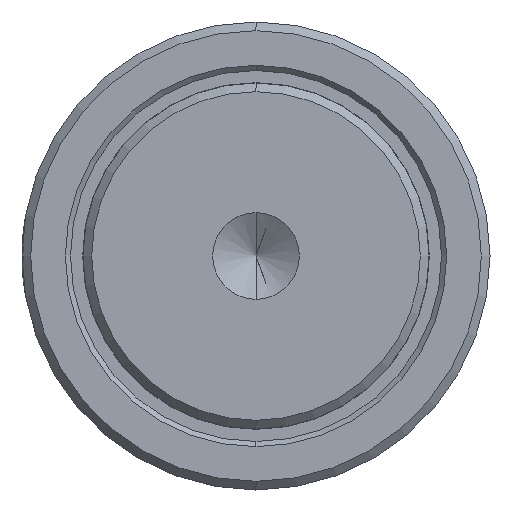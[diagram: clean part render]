
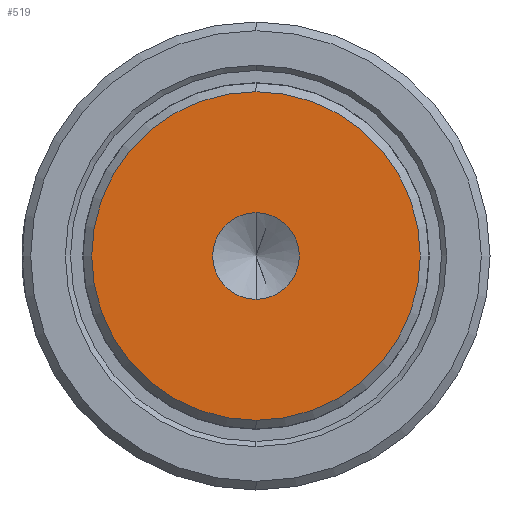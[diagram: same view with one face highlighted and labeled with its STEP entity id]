
A CAD part, left-side view. The second image highlights one B-rep face of the part: STEP entity #519.
In plain terms, the highlighted planar face has unit normal (-1, 0, 0).
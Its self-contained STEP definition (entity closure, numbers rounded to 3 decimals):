
#31 = EDGE_CURVE ( 'NONE', #1498, #347, #672, .T. ) ;
#33 = CARTESIAN_POINT ( 'NONE',  ( 0., 0., 0. ) ) ;
#56 = CIRCLE ( 'NONE', #682, 2.5 ) ;
#104 = DIRECTION ( 'NONE',  ( -1., 0., 0. ) ) ;
#120 = ORIENTED_EDGE ( 'NONE', *, *, #380, .T. ) ;
#139 = DIRECTION ( 'NONE',  ( -1., 0., 0. ) ) ;
#322 = DIRECTION ( 'NONE',  ( 0., 0., 1. ) ) ;
#347 = VERTEX_POINT ( 'NONE', #1726 ) ;
#371 = ORIENTED_EDGE ( 'NONE', *, *, #1706, .F. ) ;
#380 = EDGE_CURVE ( 'NONE', #347, #1498, #558, .T. ) ;
#382 = ORIENTED_EDGE ( 'NONE', *, *, #31, .T. ) ;
#405 = CARTESIAN_POINT ( 'NONE',  ( 0., 0., 2.5 ) ) ;
#519 = ADVANCED_FACE ( 'NONE', ( #1478, #765 ), #1591, .T. ) ;
#558 = CIRCLE ( 'NONE', #1299, 9.48 ) ;
#672 = CIRCLE ( 'NONE', #1528, 9.48 ) ;
#682 = AXIS2_PLACEMENT_3D ( 'NONE', #1669, #818, #1812 ) ;
#737 = DIRECTION ( 'NONE',  ( 0., 0., 1. ) ) ;
#747 = DIRECTION ( 'NONE',  ( -1., 0., 0. ) ) ;
#755 = CARTESIAN_POINT ( 'NONE',  ( 0., 0., 0. ) ) ;
#765 = FACE_BOUND ( 'NONE', #1519, .T. ) ;
#818 = DIRECTION ( 'NONE',  ( -1., 0., 0. ) ) ;
#987 = CARTESIAN_POINT ( 'NONE',  ( 0., 0., -9.48 ) ) ;
#1009 = CARTESIAN_POINT ( 'NONE',  ( 0., 0., 0. ) ) ;
#1027 = DIRECTION ( 'NONE',  ( 0., 0., 1. ) ) ;
#1034 = DIRECTION ( 'NONE',  ( -1., 0., 0. ) ) ;
#1055 = EDGE_LOOP ( 'NONE', ( #382, #120 ) ) ;
#1134 = ORIENTED_EDGE ( 'NONE', *, *, #1582, .F. ) ;
#1152 = DIRECTION ( 'NONE',  ( 0., 0., 1. ) ) ;
#1266 = AXIS2_PLACEMENT_3D ( 'NONE', #1452, #1034, #1027 ) ;
#1299 = AXIS2_PLACEMENT_3D ( 'NONE', #755, #747, #737 ) ;
#1339 = CIRCLE ( 'NONE', #1610, 2.5 ) ;
#1452 = CARTESIAN_POINT ( 'NONE',  ( 0., 0., 0. ) ) ;
#1478 = FACE_OUTER_BOUND ( 'NONE', #1055, .T. ) ;
#1498 = VERTEX_POINT ( 'NONE', #987 ) ;
#1519 = EDGE_LOOP ( 'NONE', ( #371, #1134 ) ) ;
#1528 = AXIS2_PLACEMENT_3D ( 'NONE', #33, #104, #322 ) ;
#1582 = EDGE_CURVE ( 'NONE', #1803, #1762, #1339, .T. ) ;
#1591 = PLANE ( 'NONE',  #1266 ) ;
#1610 = AXIS2_PLACEMENT_3D ( 'NONE', #1009, #139, #1152 ) ;
#1669 = CARTESIAN_POINT ( 'NONE',  ( 0., 0., 0. ) ) ;
#1697 = CARTESIAN_POINT ( 'NONE',  ( 0., 0., -2.5 ) ) ;
#1706 = EDGE_CURVE ( 'NONE', #1762, #1803, #56, .T. ) ;
#1726 = CARTESIAN_POINT ( 'NONE',  ( 0., 0., 9.48 ) ) ;
#1762 = VERTEX_POINT ( 'NONE', #405 ) ;
#1803 = VERTEX_POINT ( 'NONE', #1697 ) ;
#1812 = DIRECTION ( 'NONE',  ( 0., 0., 1. ) ) ;
